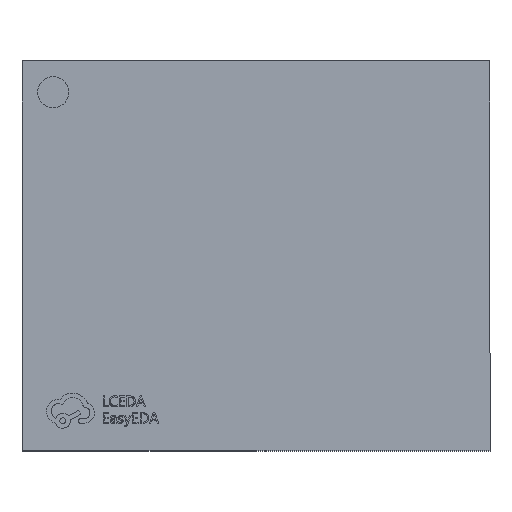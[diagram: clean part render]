
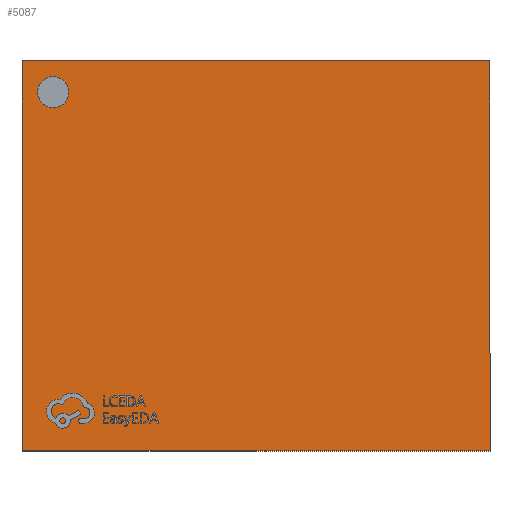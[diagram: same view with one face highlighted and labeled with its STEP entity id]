
A CAD part, top view. The second image highlights one B-rep face of the part: STEP entity #5087.
In plain terms, the highlighted planar face has unit normal (0, 0, 1).
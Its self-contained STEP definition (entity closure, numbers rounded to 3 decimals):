
#41 = CARTESIAN_POINT ( 'NONE',  ( -1.2, 1.05, 0. ) ) ;
#404 = DIRECTION ( 'NONE',  ( 1., 0., 0. ) ) ;
#607 = CARTESIAN_POINT ( 'NONE',  ( 0., 0., 0. ) ) ;
#1162 = VECTOR ( 'NONE', #9972, 1000. ) ;
#1525 = EDGE_CURVE ( 'NONE', #3849, #11685, #11798, .T. ) ;
#2047 = CARTESIAN_POINT ( 'NONE',  ( -1.4, 1.05, 0. ) ) ;
#2089 = DIRECTION ( 'NONE',  ( 1., 0., 0. ) ) ;
#2268 = EDGE_LOOP ( 'NONE', ( #15480, #14296, #14174, #11093 ) ) ;
#2283 = CARTESIAN_POINT ( 'NONE',  ( 1.5, 1.25, 0. ) ) ;
#2405 = CARTESIAN_POINT ( 'NONE',  ( 1.5, 1.25, 0. ) ) ;
#2653 = ORIENTED_EDGE ( 'NONE', *, *, #14946, .F. ) ;
#2694 = LINE ( 'NONE', #7571, #1162 ) ;
#2729 = DIRECTION ( 'NONE',  ( 1., 0., 0. ) ) ;
#3122 = DIRECTION ( 'NONE',  ( 1., 0., 0. ) ) ;
#3244 = EDGE_CURVE ( 'NONE', #11278, #14229, #2694, .T. ) ;
#3569 = ORIENTED_EDGE ( 'NONE', *, *, #1525, .F. ) ;
#3849 = VERTEX_POINT ( 'NONE', #41 ) ;
#4014 = EDGE_CURVE ( 'NONE', #13951, #6528, #8347, .T. ) ;
#4750 = DIRECTION ( 'NONE',  ( 0., 1., 0. ) ) ;
#5051 = AXIS2_PLACEMENT_3D ( 'NONE', #13459, #6431, #2729 ) ;
#5087 = ADVANCED_FACE ( 'NONE', ( #6521, #10105 ), #7772, .T. ) ;
#5939 = EDGE_LOOP ( 'NONE', ( #3569, #2653 ) ) ;
#6426 = AXIS2_PLACEMENT_3D ( 'NONE', #7128, #13422, #404 ) ;
#6431 = DIRECTION ( 'NONE',  ( 0., 0., 1. ) ) ;
#6521 = FACE_BOUND ( 'NONE', #5939, .T. ) ;
#6528 = VERTEX_POINT ( 'NONE', #2405 ) ;
#6637 = DIRECTION ( 'NONE',  ( -1., 0., 0. ) ) ;
#7128 = CARTESIAN_POINT ( 'NONE',  ( -1.3, 1.05, 0. ) ) ;
#7514 = EDGE_CURVE ( 'NONE', #6528, #11278, #14987, .T. ) ;
#7571 = CARTESIAN_POINT ( 'NONE',  ( -1.5, 1.25, 0. ) ) ;
#7740 = VECTOR ( 'NONE', #6637, 1000. ) ;
#7772 = PLANE ( 'NONE',  #9654 ) ;
#8005 = CARTESIAN_POINT ( 'NONE',  ( -1.5, -1.25, 0. ) ) ;
#8347 = LINE ( 'NONE', #2283, #12841 ) ;
#8615 = CARTESIAN_POINT ( 'NONE',  ( -1.5, 1.25, 0. ) ) ;
#8903 = VECTOR ( 'NONE', #2089, 1000. ) ;
#9328 = LINE ( 'NONE', #8005, #8903 ) ;
#9654 = AXIS2_PLACEMENT_3D ( 'NONE', #607, #10191, #3122 ) ;
#9972 = DIRECTION ( 'NONE',  ( 0., -1., 0. ) ) ;
#10105 = FACE_OUTER_BOUND ( 'NONE', #2268, .T. ) ;
#10191 = DIRECTION ( 'NONE',  ( 0., 0., 1. ) ) ;
#10853 = CARTESIAN_POINT ( 'NONE',  ( 1.5, -1.25, 0. ) ) ;
#11093 = ORIENTED_EDGE ( 'NONE', *, *, #12690, .T. ) ;
#11278 = VERTEX_POINT ( 'NONE', #8615 ) ;
#11685 = VERTEX_POINT ( 'NONE', #2047 ) ;
#11703 = CARTESIAN_POINT ( 'NONE',  ( -1.5, -1.25, 0. ) ) ;
#11732 = CARTESIAN_POINT ( 'NONE',  ( -1.5, 1.25, 0. ) ) ;
#11798 = CIRCLE ( 'NONE', #5051, 0.1 ) ;
#12690 = EDGE_CURVE ( 'NONE', #14229, #13951, #9328, .T. ) ;
#12841 = VECTOR ( 'NONE', #4750, 1000. ) ;
#13422 = DIRECTION ( 'NONE',  ( 0., 0., 1. ) ) ;
#13459 = CARTESIAN_POINT ( 'NONE',  ( -1.3, 1.05, 0. ) ) ;
#13951 = VERTEX_POINT ( 'NONE', #10853 ) ;
#14174 = ORIENTED_EDGE ( 'NONE', *, *, #3244, .T. ) ;
#14229 = VERTEX_POINT ( 'NONE', #11703 ) ;
#14296 = ORIENTED_EDGE ( 'NONE', *, *, #7514, .T. ) ;
#14404 = CIRCLE ( 'NONE', #6426, 0.1 ) ;
#14946 = EDGE_CURVE ( 'NONE', #11685, #3849, #14404, .T. ) ;
#14987 = LINE ( 'NONE', #11732, #7740 ) ;
#15480 = ORIENTED_EDGE ( 'NONE', *, *, #4014, .T. ) ;
